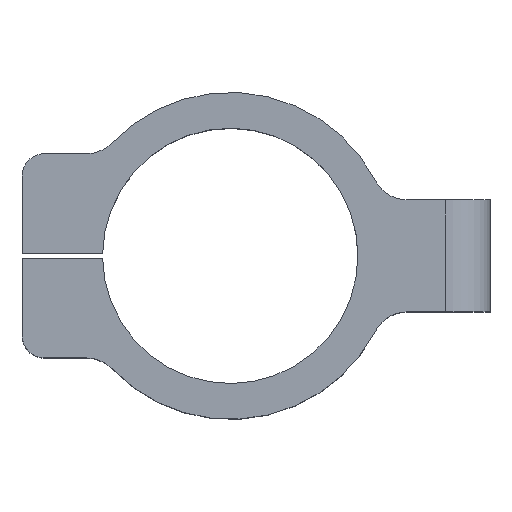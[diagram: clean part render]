
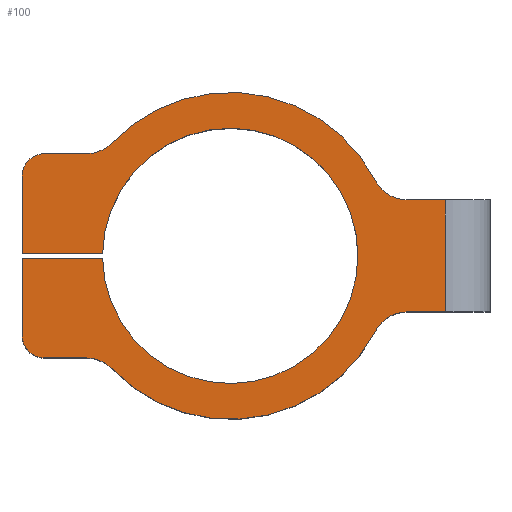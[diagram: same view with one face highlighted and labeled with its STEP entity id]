
A CAD part, top view. The second image highlights one B-rep face of the part: STEP entity #100.
In plain terms, the highlighted planar face has unit normal (0, 0, 1).
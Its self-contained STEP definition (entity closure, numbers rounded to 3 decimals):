
#100 = ADVANCED_FACE( '', ( #176 ), #177, .T. );
#176 = FACE_OUTER_BOUND( '', #269, .T. );
#177 = PLANE( '', #270 );
#269 = EDGE_LOOP( '', ( #513, #514, #515, #516, #517, #518, #519, #520, #521, #522, #523, #524, #525, #526, #527, #528, #529, #530 ) );
#270 = AXIS2_PLACEMENT_3D( '', #531, #532, #533 );
#513 = ORIENTED_EDGE( '', *, *, #651, .T. );
#514 = ORIENTED_EDGE( '', *, *, #696, .F. );
#515 = ORIENTED_EDGE( '', *, *, #703, .T. );
#516 = ORIENTED_EDGE( '', *, *, #683, .F. );
#517 = ORIENTED_EDGE( '', *, *, #691, .T. );
#518 = ORIENTED_EDGE( '', *, *, #704, .F. );
#519 = ORIENTED_EDGE( '', *, *, #705, .T. );
#520 = ORIENTED_EDGE( '', *, *, #678, .F. );
#521 = ORIENTED_EDGE( '', *, *, #706, .T. );
#522 = ORIENTED_EDGE( '', *, *, #667, .F. );
#523 = ORIENTED_EDGE( '', *, *, #707, .T. );
#524 = ORIENTED_EDGE( '', *, *, #672, .F. );
#525 = ORIENTED_EDGE( '', *, *, #708, .T. );
#526 = ORIENTED_EDGE( '', *, *, #687, .F. );
#527 = ORIENTED_EDGE( '', *, *, #627, .T. );
#528 = ORIENTED_EDGE( '', *, *, #692, .F. );
#529 = ORIENTED_EDGE( '', *, *, #636, .T. );
#530 = ORIENTED_EDGE( '', *, *, #661, .T. );
#531 = CARTESIAN_POINT( '', ( 0., 0., 38. ) );
#532 = DIRECTION( '', ( 0., 0., 1. ) );
#533 = DIRECTION( '', ( 1., 0., 0. ) );
#627 = EDGE_CURVE( '', #739, #737, #740, .T. );
#636 = EDGE_CURVE( '', #756, #757, #758, .T. );
#651 = EDGE_CURVE( '', #785, #783, #786, .T. );
#661 = EDGE_CURVE( '', #757, #785, #799, .T. );
#667 = EDGE_CURVE( '', #810, #811, #812, .T. );
#672 = EDGE_CURVE( '', #819, #820, #821, .T. );
#678 = EDGE_CURVE( '', #829, #831, #832, .T. );
#683 = EDGE_CURVE( '', #840, #841, #842, .T. );
#687 = EDGE_CURVE( '', #739, #848, #849, .T. );
#691 = EDGE_CURVE( '', #840, #853, #855, .F. );
#692 = EDGE_CURVE( '', #756, #737, #856, .T. );
#696 = EDGE_CURVE( '', #860, #783, #862, .T. );
#703 = EDGE_CURVE( '', #860, #841, #870, .T. );
#704 = EDGE_CURVE( '', #871, #853, #872, .T. );
#705 = EDGE_CURVE( '', #871, #831, #873, .F. );
#706 = EDGE_CURVE( '', #829, #811, #874, .F. );
#707 = EDGE_CURVE( '', #810, #820, #875, .F. );
#708 = EDGE_CURVE( '', #819, #848, #876, .F. );
#737 = VERTEX_POINT( '', #955 );
#739 = VERTEX_POINT( '', #958 );
#740 = CIRCLE( '', #959, 5. );
#756 = VERTEX_POINT( '', #995 );
#757 = VERTEX_POINT( '', #996 );
#758 = LINE( '', #997, #998 );
#783 = VERTEX_POINT( '', #1035 );
#785 = VERTEX_POINT( '', #1038 );
#786 = LINE( '', #1039, #1040 );
#799 = CIRCLE( '', #1075, 28.5 );
#810 = VERTEX_POINT( '', #1090 );
#811 = VERTEX_POINT( '', #1091 );
#812 = LINE( '', #1092, #1093 );
#819 = VERTEX_POINT( '', #1102 );
#820 = VERTEX_POINT( '', #1103 );
#821 = CIRCLE( '', #1104, 36.5 );
#829 = VERTEX_POINT( '', #1114 );
#831 = VERTEX_POINT( '', #1116 );
#832 = LINE( '', #1117, #1118 );
#840 = VERTEX_POINT( '', #1128 );
#841 = VERTEX_POINT( '', #1129 );
#842 = LINE( '', #1130, #1131 );
#848 = VERTEX_POINT( '', #1140 );
#849 = LINE( '', #1141, #1142 );
#853 = VERTEX_POINT( '', #1147 );
#855 = CIRCLE( '', #1150, 8. );
#856 = LINE( '', #1151, #1152 );
#860 = VERTEX_POINT( '', #1158 );
#862 = LINE( '', #1161, #1162 );
#870 = CIRCLE( '', #1171, 5. );
#871 = VERTEX_POINT( '', #1172 );
#872 = CIRCLE( '', #1173, 36.5 );
#873 = CIRCLE( '', #1174, 8. );
#874 = LINE( '', #1175, #1176 );
#875 = CIRCLE( '', #1177, 8. );
#876 = CIRCLE( '', #1178, 8. );
#955 = CARTESIAN_POINT( '', ( -46.5, 17.8, 38. ) );
#958 = CARTESIAN_POINT( '', ( -41.5, 22.8, 38. ) );
#959 = AXIS2_PLACEMENT_3D( '', #1210, #1211, #1212 );
#995 = CARTESIAN_POINT( '', ( -46.5, 0.5, 38. ) );
#996 = CARTESIAN_POINT( '', ( -28.496, 0.5, 38. ) );
#997 = CARTESIAN_POINT( '', ( -23.25, 0.5, 38. ) );
#998 = VECTOR( '', #1226, 1000. );
#1035 = CARTESIAN_POINT( '', ( -46.5, -0.5, 38. ) );
#1038 = CARTESIAN_POINT( '', ( -28.496, -0.5, 38. ) );
#1039 = CARTESIAN_POINT( '', ( -23.25, -0.5, 38. ) );
#1040 = VECTOR( '', #1243, 1000. );
#1075 = AXIS2_PLACEMENT_3D( '', #1266, #1267, #1268 );
#1090 = CARTESIAN_POINT( '', ( 39.497, 12.5, 38. ) );
#1091 = CARTESIAN_POINT( '', ( 48., 12.5, 38. ) );
#1092 = CARTESIAN_POINT( '', ( 29., 12.5, 38. ) );
#1093 = VECTOR( '', #1276, 1000. );
#1102 = CARTESIAN_POINT( '', ( -26.345, 25.263, 38. ) );
#1103 = CARTESIAN_POINT( '', ( 32.396, 16.815, 38. ) );
#1104 = AXIS2_PLACEMENT_3D( '', #1285, #1286, #1287 );
#1114 = CARTESIAN_POINT( '', ( 48., -12.5, 38. ) );
#1116 = CARTESIAN_POINT( '', ( 39.497, -12.5, 38. ) );
#1117 = CARTESIAN_POINT( '', ( 29., -12.5, 38. ) );
#1118 = VECTOR( '', #1299, 1000. );
#1128 = CARTESIAN_POINT( '', ( -32.119, -22.8, 38. ) );
#1129 = CARTESIAN_POINT( '', ( -41.5, -22.8, 38. ) );
#1130 = CARTESIAN_POINT( '', ( -23.25, -22.8, 38. ) );
#1131 = VECTOR( '', #1308, 1000. );
#1140 = CARTESIAN_POINT( '', ( -32.119, 22.8, 38. ) );
#1141 = CARTESIAN_POINT( '', ( -23.25, 22.8, 38. ) );
#1142 = VECTOR( '', #1312, 1000. );
#1147 = CARTESIAN_POINT( '', ( -26.345, -25.263, 38. ) );
#1150 = AXIS2_PLACEMENT_3D( '', #1318, #1319, #1320 );
#1151 = CARTESIAN_POINT( '', ( -46.5, 0., 38. ) );
#1152 = VECTOR( '', #1321, 1000. );
#1158 = CARTESIAN_POINT( '', ( -46.5, -17.8, 38. ) );
#1161 = CARTESIAN_POINT( '', ( -46.5, 0., 38. ) );
#1162 = VECTOR( '', #1325, 1000. );
#1171 = AXIS2_PLACEMENT_3D( '', #1342, #1343, #1344 );
#1172 = CARTESIAN_POINT( '', ( 32.396, -16.815, 38. ) );
#1173 = AXIS2_PLACEMENT_3D( '', #1345, #1346, #1347 );
#1174 = AXIS2_PLACEMENT_3D( '', #1348, #1349, #1350 );
#1175 = CARTESIAN_POINT( '', ( 48., 0., 38. ) );
#1176 = VECTOR( '', #1351, 1000. );
#1177 = AXIS2_PLACEMENT_3D( '', #1352, #1353, #1354 );
#1178 = AXIS2_PLACEMENT_3D( '', #1355, #1356, #1357 );
#1210 = CARTESIAN_POINT( '', ( -41.5, 17.8, 38. ) );
#1211 = DIRECTION( '', ( 0., 0., 1. ) );
#1212 = DIRECTION( '', ( 1., 0., 0. ) );
#1226 = DIRECTION( '', ( 1., 0., 0. ) );
#1243 = DIRECTION( '', ( -1., 0., 0. ) );
#1266 = CARTESIAN_POINT( '', ( 0., 0., 38. ) );
#1267 = DIRECTION( '', ( 0., 0., -1. ) );
#1268 = DIRECTION( '', ( 1., 0., 0. ) );
#1276 = DIRECTION( '', ( 1., 0., 0. ) );
#1285 = CARTESIAN_POINT( '', ( 0., 0., 38. ) );
#1286 = DIRECTION( '', ( 0., 0., -1. ) );
#1287 = DIRECTION( '', ( 1., 0., 0. ) );
#1299 = DIRECTION( '', ( -1., 0., 0. ) );
#1308 = DIRECTION( '', ( -1., 0., 0. ) );
#1312 = DIRECTION( '', ( 1., 0., 0. ) );
#1318 = CARTESIAN_POINT( '', ( -32.119, -30.8, 38. ) );
#1319 = DIRECTION( '', ( 0., 0., 1. ) );
#1320 = DIRECTION( '', ( 1., 0., 0. ) );
#1321 = DIRECTION( '', ( 0., 1., 0. ) );
#1325 = DIRECTION( '', ( 0., 1., 0. ) );
#1342 = CARTESIAN_POINT( '', ( -41.5, -17.8, 38. ) );
#1343 = DIRECTION( '', ( 0., 0., 1. ) );
#1344 = DIRECTION( '', ( 1., 0., 0. ) );
#1345 = CARTESIAN_POINT( '', ( 0., 0., 38. ) );
#1346 = DIRECTION( '', ( 0., 0., -1. ) );
#1347 = DIRECTION( '', ( 1., 0., 0. ) );
#1348 = CARTESIAN_POINT( '', ( 39.497, -20.5, 38. ) );
#1349 = DIRECTION( '', ( 0., 0., 1. ) );
#1350 = DIRECTION( '', ( 1., 0., 0. ) );
#1351 = DIRECTION( '', ( 0., -1., 0. ) );
#1352 = CARTESIAN_POINT( '', ( 39.497, 20.5, 38. ) );
#1353 = DIRECTION( '', ( 0., 0., 1. ) );
#1354 = DIRECTION( '', ( 1., 0., 0. ) );
#1355 = CARTESIAN_POINT( '', ( -32.119, 30.8, 38. ) );
#1356 = DIRECTION( '', ( 0., 0., 1. ) );
#1357 = DIRECTION( '', ( 1., 0., 0. ) );
